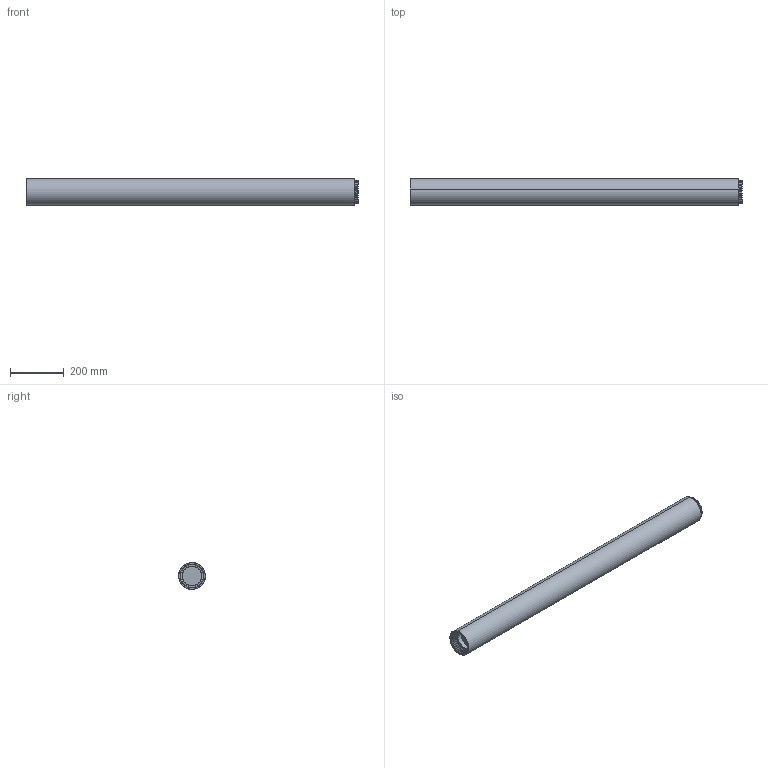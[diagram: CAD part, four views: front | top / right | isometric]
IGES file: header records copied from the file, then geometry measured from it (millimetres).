
Start section: SolidWorks IGES file using analytic representation for surfaces
Global section: file name: 234-48.IGS; native system: SolidWorks 2012; preprocessor: SolidWorks 2012; author: ewojnarowski; date: 121120.072735; units: inch
Bounding box: 1232.07 x 99.56 x 99.56 mm (x, y, z)
Surface area: 420496.6 mm2 (no closed solid volume)
Topology: 0 solids, 0 shells, 65 faces, 1128 edges, 1256 vertices
Faces by surface type: revolution 58, bspline 7
